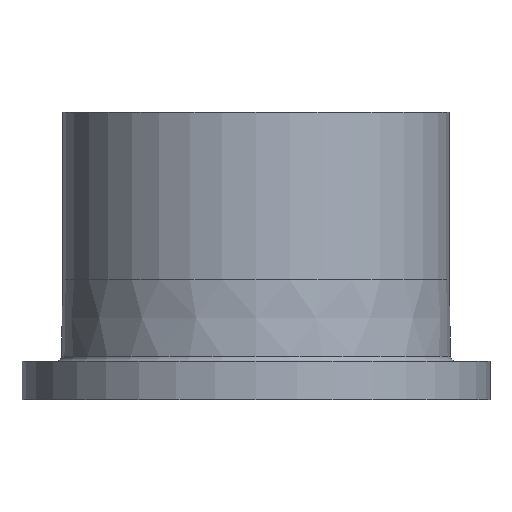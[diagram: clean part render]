
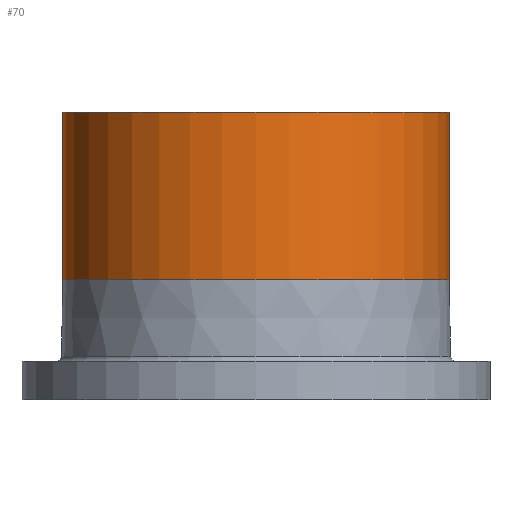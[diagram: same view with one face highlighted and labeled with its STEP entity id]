
A CAD part, front view. The second image highlights one B-rep face of the part: STEP entity #70.
In plain terms, the highlighted cylindrical face has radius 225 mm (diameter 450 mm), a partial arc.
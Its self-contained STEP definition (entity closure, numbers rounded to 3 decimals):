
#44 = DIRECTION ( 'NONE',  ( -1., 0., 0. ) ) ;
#70 = ADVANCED_FACE ( 'NONE', ( #419 ), #80, .T. ) ;
#80 = CYLINDRICAL_SURFACE ( 'NONE', #287, 225. ) ;
#82 = CARTESIAN_POINT ( 'NONE',  ( -225., 0., 0. ) ) ;
#86 = CIRCLE ( 'NONE', #321, 225. ) ;
#102 = VERTEX_POINT ( 'NONE', #188 ) ;
#108 = VERTEX_POINT ( 'NONE', #184 ) ;
#115 = DIRECTION ( 'NONE',  ( 0., 0., -1. ) ) ;
#123 = DIRECTION ( 'NONE',  ( -1., 0., 0. ) ) ;
#125 = EDGE_CURVE ( 'NONE', #168, #170, #224, .T. ) ;
#139 = ORIENTED_EDGE ( 'NONE', *, *, #440, .T. ) ;
#149 = ORIENTED_EDGE ( 'NONE', *, *, #336, .F. ) ;
#168 = VERTEX_POINT ( 'NONE', #216 ) ;
#170 = VERTEX_POINT ( 'NONE', #342 ) ;
#184 = CARTESIAN_POINT ( 'NONE',  ( 225., 0., 140. ) ) ;
#186 = DIRECTION ( 'NONE',  ( 0., 0., -1. ) ) ;
#188 = CARTESIAN_POINT ( 'NONE',  ( 225., 0., 335. ) ) ;
#216 = CARTESIAN_POINT ( 'NONE',  ( -225., 0., 335. ) ) ;
#224 = LINE ( 'NONE', #82, #398 ) ;
#243 = DIRECTION ( 'NONE',  ( -1., 0., 0. ) ) ;
#268 = CARTESIAN_POINT ( 'NONE',  ( 0., 0., 0. ) ) ;
#277 = LINE ( 'NONE', #429, #279 ) ;
#279 = VECTOR ( 'NONE', #435, 1000. ) ;
#286 = ORIENTED_EDGE ( 'NONE', *, *, #125, .T. ) ;
#287 = AXIS2_PLACEMENT_3D ( 'NONE', #268, #115, #44 ) ;
#291 = EDGE_LOOP ( 'NONE', ( #444, #139, #286, #149 ) ) ;
#316 = EDGE_CURVE ( 'NONE', #102, #108, #277, .T. ) ;
#321 = AXIS2_PLACEMENT_3D ( 'NONE', #350, #460, #123 ) ;
#336 = EDGE_CURVE ( 'NONE', #108, #170, #86, .T. ) ;
#342 = CARTESIAN_POINT ( 'NONE',  ( -225., 0., 140. ) ) ;
#350 = CARTESIAN_POINT ( 'NONE',  ( 0., 0., 140. ) ) ;
#369 = CIRCLE ( 'NONE', #381, 225. ) ;
#381 = AXIS2_PLACEMENT_3D ( 'NONE', #471, #438, #243 ) ;
#398 = VECTOR ( 'NONE', #186, 1000. ) ;
#419 = FACE_OUTER_BOUND ( 'NONE', #291, .T. ) ;
#429 = CARTESIAN_POINT ( 'NONE',  ( 225., 0., 0. ) ) ;
#435 = DIRECTION ( 'NONE',  ( 0., 0., -1. ) ) ;
#438 = DIRECTION ( 'NONE',  ( 0., 0., -1. ) ) ;
#440 = EDGE_CURVE ( 'NONE', #102, #168, #369, .T. ) ;
#444 = ORIENTED_EDGE ( 'NONE', *, *, #316, .F. ) ;
#460 = DIRECTION ( 'NONE',  ( 0., 0., -1. ) ) ;
#471 = CARTESIAN_POINT ( 'NONE',  ( 0., 0., 335. ) ) ;
